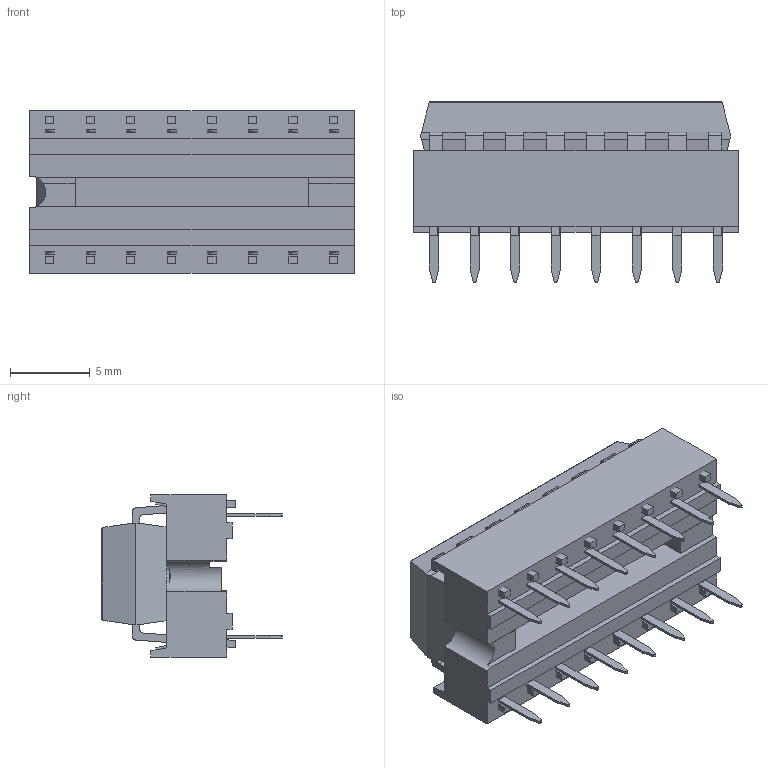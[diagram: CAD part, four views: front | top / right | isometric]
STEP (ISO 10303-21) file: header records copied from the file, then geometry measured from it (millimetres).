
FILE_DESCRIPTION (( 'STEP AP214' ), '1' );
FILE_NAME ('L293D.STEP', '2023-02-11T15:28:53', ( '' ), ( '' ), 'SwSTEP 2.0', 'SolidWorks 2022', '' );
FILE_SCHEMA (( 'AUTOMOTIVE_DESIGN' ));
Length unit declared in the file: millimetre
Products named in the file (3): L293D; L293D.stp; DIP16.stp
Assembly tree (2 placements, depth 2):
  L293D
    DIP16.stp
    L293D.stp
Bounding box: 20.32 x 11.34 x 10.16 mm (x, y, z)
Volume: 1211.3 mm3; surface area: 1848.8 mm2
Topology: 2 solids, 18 shells, 747 faces, 2056 edges, 1360 vertices
Faces by surface type: plane 642, cylinder 105
Entity records: 25474 total; most frequent: CARTESIAN_POINT 4312, ORIENTED_EDGE 4112, DIRECTION 3709, EDGE_CURVE 2056, LINE 1811, VECTOR 1811, VERTEX_POINT 1360, AXIS2_PLACEMENT_3D 949
